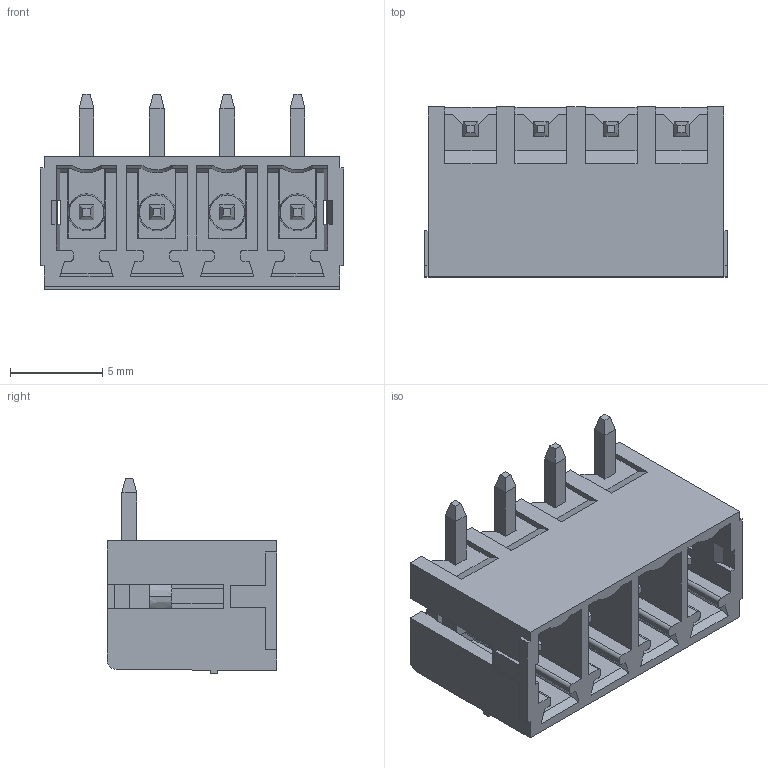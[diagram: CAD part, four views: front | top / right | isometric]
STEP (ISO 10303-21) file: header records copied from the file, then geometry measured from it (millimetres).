
FILE_DESCRIPTION((''),'2;1');
FILE_NAME('WJ15EDGRC-381-04P','2018-08-17T',('YHJ'),(''),'CREO PARAMETRIC BY PTC INC, 2014440','CREO PARAMETRIC BY PTC INC, 2014440','');
FILE_SCHEMA(('CONFIG_CONTROL_DESIGN'));
Length unit declared in the file: millimetre
Products named in the file (1): WJ15EDGRC-381-04P
Bounding box: 16.43 x 9.2 x 10.6 mm (x, y, z)
Volume: 500.6 mm3; surface area: 1525.3 mm2
Topology: 1 solids, 5 shells, 383 faces, 1003 edges, 634 vertices
Faces by surface type: plane 338, cylinder 25, cone 12, sphere 8
Entity records: 11485 total; most frequent: CARTESIAN_POINT 2044, ORIENTED_EDGE 1990, DIRECTION 1839, EDGE_CURVE 995, VECTOR 901, LINE 901, VERTEX_POINT 634, AXIS2_PLACEMENT_3D 469
